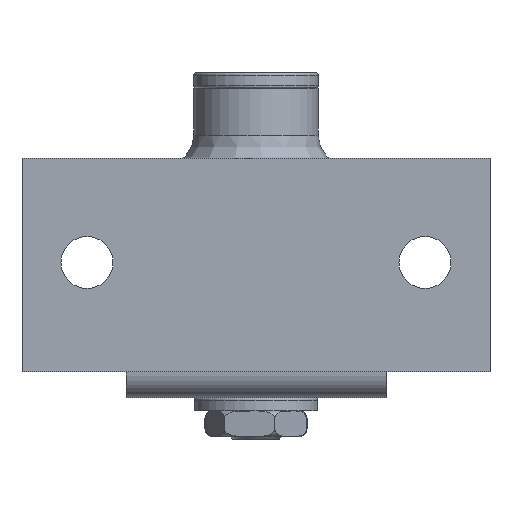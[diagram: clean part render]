
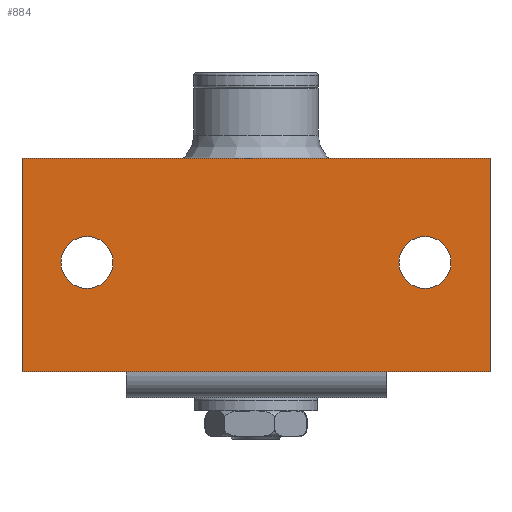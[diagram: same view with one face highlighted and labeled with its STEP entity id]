
A CAD part, front view. The second image highlights one B-rep face of the part: STEP entity #884.
In plain terms, the highlighted planar face has unit normal (0, -1, 0).
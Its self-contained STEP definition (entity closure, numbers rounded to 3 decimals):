
#419=CARTESIAN_POINT('',(20.0,0.,0.0));
#420=VERTEX_POINT('',#419);
#571=CARTESIAN_POINT('',(82.5,0.,21.));
#572=VERTEX_POINT('',#571);
#573=CARTESIAN_POINT('',(77.5,0.0,21.));
#574=DIRECTION('',(0.0,1.0,0.0));
#575=DIRECTION('',(1.0,0.0,0.0));
#576=AXIS2_PLACEMENT_3D('',#573,#574,#575);
#577=CIRCLE('',#576,5.0);
#578=EDGE_CURVE('',#572,#572,#577,.T.);
#620=CARTESIAN_POINT('',(17.5,0.,21.));
#621=VERTEX_POINT('',#620);
#622=CARTESIAN_POINT('',(12.5,0.0,21.));
#623=DIRECTION('',(0.0,1.0,0.0));
#624=DIRECTION('',(1.0,0.0,0.0));
#625=AXIS2_PLACEMENT_3D('',#622,#623,#624);
#626=CIRCLE('',#625,5.0);
#627=EDGE_CURVE('',#621,#621,#626,.T.);
#662=CARTESIAN_POINT('',(70.0,0.,0.0));
#663=VERTEX_POINT('',#662);
#671=CARTESIAN_POINT('',(70.0,0.,0.0));
#672=DIRECTION('',(-1.0,0.0,0.0));
#673=VECTOR('',#672,50.0);
#674=LINE('',#671,#673);
#675=EDGE_CURVE('',#663,#420,#674,.T.);
#723=CARTESIAN_POINT('',(90.0,0.,0.0));
#724=VERTEX_POINT('',#723);
#731=CARTESIAN_POINT('',(70.0,0.,0.0));
#732=DIRECTION('',(1.0,0.0,0.0));
#733=VECTOR('',#732,20.0);
#734=LINE('',#731,#733);
#735=EDGE_CURVE('',#663,#724,#734,.T.);
#746=CARTESIAN_POINT('',(0.0,0.0,0.0));
#747=VERTEX_POINT('',#746);
#748=CARTESIAN_POINT('',(0.0,0.0,0.0));
#749=DIRECTION('',(1.0,0.0,0.0));
#750=VECTOR('',#749,20.0);
#751=LINE('',#748,#750);
#752=EDGE_CURVE('',#747,#420,#751,.T.);
#776=CARTESIAN_POINT('',(0.0,0.0,41.));
#777=VERTEX_POINT('',#776);
#793=CARTESIAN_POINT('',(0.0,0.0,0.0));
#794=DIRECTION('',(0.0,0.0,1.0));
#795=VECTOR('',#794,41.);
#796=LINE('',#793,#795);
#797=EDGE_CURVE('',#747,#777,#796,.T.);
#841=CARTESIAN_POINT('',(90.0,0.,41.));
#842=VERTEX_POINT('',#841);
#849=CARTESIAN_POINT('',(90.0,0.,0.0));
#850=DIRECTION('',(0.0,0.0,1.0));
#851=VECTOR('',#850,41.);
#852=LINE('',#849,#851);
#853=EDGE_CURVE('',#724,#842,#852,.T.);
#860=CARTESIAN_POINT('',(90.0,0.,0.0));
#861=DIRECTION('',(0.0,-1.0,0.0));
#862=DIRECTION('',(0.0,0.0,-1.0));
#863=AXIS2_PLACEMENT_3D('',#860,#861,#862);
#864=PLANE('',#863);
#865=ORIENTED_EDGE('',*,*,#675,.F.);
#866=ORIENTED_EDGE('',*,*,#735,.T.);
#867=ORIENTED_EDGE('',*,*,#853,.T.);
#868=CARTESIAN_POINT('',(90.0,0.,41.));
#869=DIRECTION('',(-1.0,0.0,0.0));
#870=VECTOR('',#869,90.0);
#871=LINE('',#868,#870);
#872=EDGE_CURVE('',#842,#777,#871,.T.);
#873=ORIENTED_EDGE('',*,*,#872,.T.);
#874=ORIENTED_EDGE('',*,*,#797,.F.);
#875=ORIENTED_EDGE('',*,*,#752,.T.);
#876=EDGE_LOOP('',(#865,#866,#867,#873,#874,#875));
#877=FACE_OUTER_BOUND('',#876,.T.);
#878=ORIENTED_EDGE('',*,*,#578,.T.);
#879=EDGE_LOOP('',(#878));
#880=FACE_BOUND('',#879,.T.);
#881=ORIENTED_EDGE('',*,*,#627,.T.);
#882=EDGE_LOOP('',(#881));
#883=FACE_BOUND('',#882,.T.);
#884=ADVANCED_FACE('',(#877,#880,#883),#864,.T.);
